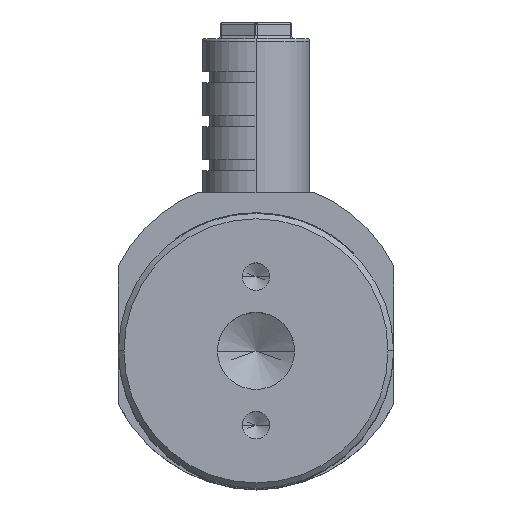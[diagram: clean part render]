
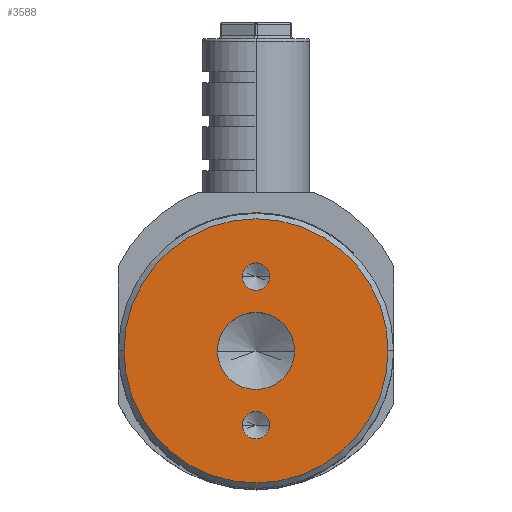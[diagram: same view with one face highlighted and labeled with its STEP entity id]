
A CAD part, top view. The second image highlights one B-rep face of the part: STEP entity #3588.
In plain terms, the highlighted planar face has unit normal (0, 0, 1).
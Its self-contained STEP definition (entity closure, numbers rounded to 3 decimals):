
#31 = VERTEX_POINT ( 'NONE', #1700 ) ;
#36 = CIRCLE ( 'NONE', #2862, 7. ) ;
#57 = DIRECTION ( 'NONE',  ( 0., 0., 1. ) ) ;
#90 = ORIENTED_EDGE ( 'NONE', *, *, #1298, .F. ) ;
#144 = AXIS2_PLACEMENT_3D ( 'NONE', #961, #4630, #3035 ) ;
#372 = AXIS2_PLACEMENT_3D ( 'NONE', #1443, #5029, #6052 ) ;
#452 = EDGE_LOOP ( 'NONE', ( #3266, #2500 ) ) ;
#495 = EDGE_CURVE ( 'NONE', #2795, #3526, #36, .T. ) ;
#544 = CARTESIAN_POINT ( 'NONE',  ( 24., 0., 165.525 ) ) ;
#616 = EDGE_LOOP ( 'NONE', ( #90, #2673 ) ) ;
#646 = FACE_BOUND ( 'NONE', #452, .T. ) ;
#667 = CARTESIAN_POINT ( 'NONE',  ( 0., 0., 165.525 ) ) ;
#892 = CARTESIAN_POINT ( 'NONE',  ( 2.5, -13.5, 165.525 ) ) ;
#961 = CARTESIAN_POINT ( 'NONE',  ( 0., 13.5, 165.525 ) ) ;
#1101 = ORIENTED_EDGE ( 'NONE', *, *, #6448, .T. ) ;
#1200 = DIRECTION ( 'NONE',  ( 0., 0., 1. ) ) ;
#1298 = EDGE_CURVE ( 'NONE', #2405, #31, #4952, .T. ) ;
#1311 = ORIENTED_EDGE ( 'NONE', *, *, #2581, .F. ) ;
#1443 = CARTESIAN_POINT ( 'NONE',  ( 0., -13.5, 165.525 ) ) ;
#1446 = FACE_BOUND ( 'NONE', #5758, .T. ) ;
#1450 = CARTESIAN_POINT ( 'NONE',  ( 0., 25., 165.525 ) ) ;
#1468 = DIRECTION ( 'NONE',  ( 1., 0., 0. ) ) ;
#1490 = CARTESIAN_POINT ( 'NONE',  ( 0., 13.5, 165.525 ) ) ;
#1656 = DIRECTION ( 'NONE',  ( 1., 0., 0. ) ) ;
#1700 = CARTESIAN_POINT ( 'NONE',  ( -2.5, -13.5, 165.525 ) ) ;
#1988 = EDGE_CURVE ( 'NONE', #31, #2405, #2996, .T. ) ;
#2405 = VERTEX_POINT ( 'NONE', #892 ) ;
#2482 = VERTEX_POINT ( 'NONE', #4502 ) ;
#2500 = ORIENTED_EDGE ( 'NONE', *, *, #495, .F. ) ;
#2581 = EDGE_CURVE ( 'NONE', #3632, #2482, #5082, .T. ) ;
#2638 = DIRECTION ( 'NONE',  ( -1., 0., 0. ) ) ;
#2668 = DIRECTION ( 'NONE',  ( 0., 0., 1. ) ) ;
#2673 = ORIENTED_EDGE ( 'NONE', *, *, #1988, .F. ) ;
#2688 = CARTESIAN_POINT ( 'NONE',  ( -24., 0., 165.525 ) ) ;
#2795 = VERTEX_POINT ( 'NONE', #3310 ) ;
#2862 = AXIS2_PLACEMENT_3D ( 'NONE', #4601, #3599, #5804 ) ;
#2953 = AXIS2_PLACEMENT_3D ( 'NONE', #3145, #57, #2638 ) ;
#2996 = CIRCLE ( 'NONE', #372, 2.5 ) ;
#3005 = DIRECTION ( 'NONE',  ( 0., 0., -1. ) ) ;
#3035 = DIRECTION ( 'NONE',  ( 1., 0., 0. ) ) ;
#3145 = CARTESIAN_POINT ( 'NONE',  ( 0., 0., 165.525 ) ) ;
#3163 = DIRECTION ( 'NONE',  ( -1., 0., 0. ) ) ;
#3266 = ORIENTED_EDGE ( 'NONE', *, *, #4707, .F. ) ;
#3306 = AXIS2_PLACEMENT_3D ( 'NONE', #4267, #5272, #3163 ) ;
#3310 = CARTESIAN_POINT ( 'NONE',  ( -7., 0., 165.525 ) ) ;
#3348 = VERTEX_POINT ( 'NONE', #544 ) ;
#3526 = VERTEX_POINT ( 'NONE', #5544 ) ;
#3555 = EDGE_CURVE ( 'NONE', #2482, #3632, #4429, .T. ) ;
#3588 = ADVANCED_FACE ( 'NONE', ( #1446, #6379, #646, #5007 ), #4026, .F. ) ;
#3599 = DIRECTION ( 'NONE',  ( 0., 0., 1. ) ) ;
#3632 = VERTEX_POINT ( 'NONE', #3984 ) ;
#3733 = DIRECTION ( 'NONE',  ( 1., 0., 0. ) ) ;
#3809 = AXIS2_PLACEMENT_3D ( 'NONE', #667, #2668, #1656 ) ;
#3839 = ORIENTED_EDGE ( 'NONE', *, *, #3555, .F. ) ;
#3862 = ORIENTED_EDGE ( 'NONE', *, *, #3892, .T. ) ;
#3873 = CIRCLE ( 'NONE', #3809, 7. ) ;
#3892 = EDGE_CURVE ( 'NONE', #3348, #4814, #5394, .T. ) ;
#3984 = CARTESIAN_POINT ( 'NONE',  ( -2.5, 13.5, 165.525 ) ) ;
#3992 = EDGE_LOOP ( 'NONE', ( #1101, #3862 ) ) ;
#4026 = PLANE ( 'NONE',  #6091 ) ;
#4267 = CARTESIAN_POINT ( 'NONE',  ( 0., 0., 165.525 ) ) ;
#4429 = CIRCLE ( 'NONE', #6227, 2.5 ) ;
#4502 = CARTESIAN_POINT ( 'NONE',  ( 2.5, 13.5, 165.525 ) ) ;
#4601 = CARTESIAN_POINT ( 'NONE',  ( 0., 0., 165.525 ) ) ;
#4630 = DIRECTION ( 'NONE',  ( 0., 0., 1. ) ) ;
#4707 = EDGE_CURVE ( 'NONE', #3526, #2795, #3873, .T. ) ;
#4814 = VERTEX_POINT ( 'NONE', #2688 ) ;
#4952 = CIRCLE ( 'NONE', #5965, 2.5 ) ;
#5007 = FACE_OUTER_BOUND ( 'NONE', #3992, .T. ) ;
#5029 = DIRECTION ( 'NONE',  ( 0., 0., 1. ) ) ;
#5082 = CIRCLE ( 'NONE', #144, 2.5 ) ;
#5272 = DIRECTION ( 'NONE',  ( 0., 0., 1. ) ) ;
#5378 = CIRCLE ( 'NONE', #2953, 24. ) ;
#5394 = CIRCLE ( 'NONE', #3306, 24. ) ;
#5544 = CARTESIAN_POINT ( 'NONE',  ( 7., 0., 165.525 ) ) ;
#5758 = EDGE_LOOP ( 'NONE', ( #3839, #1311 ) ) ;
#5804 = DIRECTION ( 'NONE',  ( 1., 0., 0. ) ) ;
#5834 = CARTESIAN_POINT ( 'NONE',  ( 0., -13.5, 165.525 ) ) ;
#5965 = AXIS2_PLACEMENT_3D ( 'NONE', #5834, #1200, #3733 ) ;
#6052 = DIRECTION ( 'NONE',  ( 1., 0., 0. ) ) ;
#6091 = AXIS2_PLACEMENT_3D ( 'NONE', #1450, #3005, #6626 ) ;
#6227 = AXIS2_PLACEMENT_3D ( 'NONE', #1490, #6578, #1468 ) ;
#6379 = FACE_BOUND ( 'NONE', #616, .T. ) ;
#6448 = EDGE_CURVE ( 'NONE', #4814, #3348, #5378, .T. ) ;
#6578 = DIRECTION ( 'NONE',  ( 0., 0., 1. ) ) ;
#6626 = DIRECTION ( 'NONE',  ( -1., 0., 0. ) ) ;
